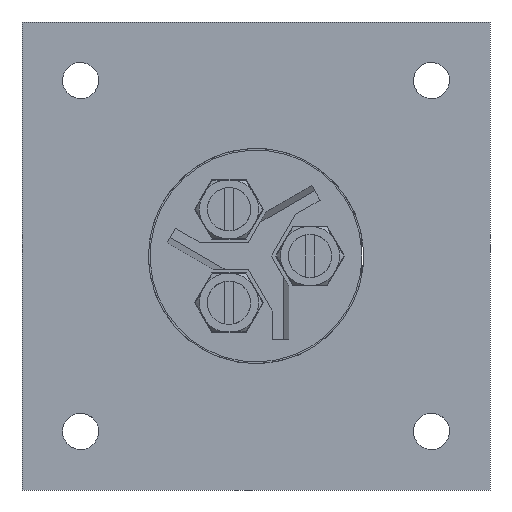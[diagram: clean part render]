
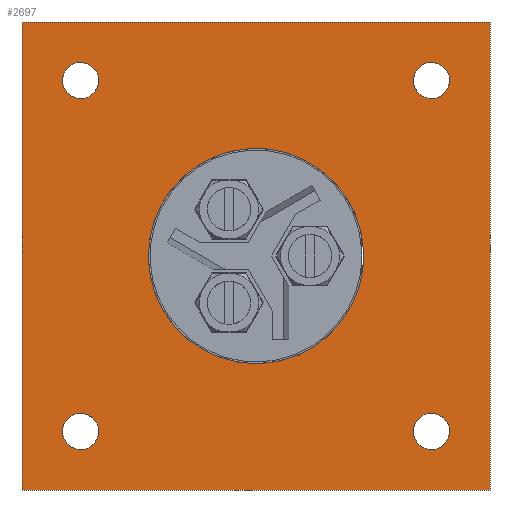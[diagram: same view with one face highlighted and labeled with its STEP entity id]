
A CAD part, front view. The second image highlights one B-rep face of the part: STEP entity #2697.
In plain terms, the highlighted planar face has unit normal (0, -1, 0).
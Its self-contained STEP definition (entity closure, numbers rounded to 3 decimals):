
#2697=ADVANCED_FACE('',(#6139,#6140,#6141,#6142,#6143,#6144),#6145,.F.);
#6139=FACE_OUTER_BOUND('',#7843,.T.);
#6140=FACE_BOUND('',#7844,.T.);
#6141=FACE_BOUND('',#7845,.T.);
#6142=FACE_BOUND('',#7846,.T.);
#6143=FACE_BOUND('',#7847,.T.);
#6144=FACE_BOUND('',#7848,.T.);
#6145=PLANE('',#7849);
#7843=EDGE_LOOP('',(#9873,#9874,#9875,#9876));
#7844=EDGE_LOOP('',(#9877,#9878,#9879));
#7845=EDGE_LOOP('',(#9880,#9881,#9882));
#7846=EDGE_LOOP('',(#9883,#9884,#9885));
#7847=EDGE_LOOP('',(#9886,#9887,#9888));
#7848=EDGE_LOOP('',(#9889,#9890,#9891));
#7849=AXIS2_PLACEMENT_3D('',#9892,#9893,#9894);
#9873=ORIENTED_EDGE('',*,*,#12941,.F.);
#9874=ORIENTED_EDGE('',*,*,#12942,.F.);
#9875=ORIENTED_EDGE('',*,*,#12943,.F.);
#9876=ORIENTED_EDGE('',*,*,#12944,.F.);
#9877=ORIENTED_EDGE('',*,*,#12940,.F.);
#9878=ORIENTED_EDGE('',*,*,#12939,.F.);
#9879=ORIENTED_EDGE('',*,*,#12837,.F.);
#9880=ORIENTED_EDGE('',*,*,#12945,.F.);
#9881=ORIENTED_EDGE('',*,*,#12946,.F.);
#9882=ORIENTED_EDGE('',*,*,#12829,.F.);
#9883=ORIENTED_EDGE('',*,*,#12947,.F.);
#9884=ORIENTED_EDGE('',*,*,#12948,.F.);
#9885=ORIENTED_EDGE('',*,*,#12821,.F.);
#9886=ORIENTED_EDGE('',*,*,#12949,.F.);
#9887=ORIENTED_EDGE('',*,*,#12950,.F.);
#9888=ORIENTED_EDGE('',*,*,#12813,.F.);
#9889=ORIENTED_EDGE('',*,*,#12951,.F.);
#9890=ORIENTED_EDGE('',*,*,#12952,.F.);
#9891=ORIENTED_EDGE('',*,*,#12805,.F.);
#9892=CARTESIAN_POINT('',(23.114,-2.4,0.));
#9893=DIRECTION('',(-0.0,1.0,0.0));
#9894=DIRECTION('',(1.0,0.0,0.0));
#12805=EDGE_CURVE('',#14736,#14732,#14738,.T.);
#12813=EDGE_CURVE('',#14752,#14748,#14754,.T.);
#12821=EDGE_CURVE('',#14768,#14764,#14770,.T.);
#12829=EDGE_CURVE('',#14784,#14780,#14786,.T.);
#12837=EDGE_CURVE('',#14800,#14796,#14802,.T.);
#12939=EDGE_CURVE('',#14796,#14957,#14958,.T.);
#12940=EDGE_CURVE('',#14957,#14800,#14959,.T.);
#12941=EDGE_CURVE('',#14960,#14961,#14962,.T.);
#12942=EDGE_CURVE('',#14963,#14960,#14964,.T.);
#12943=EDGE_CURVE('',#14965,#14963,#14966,.T.);
#12944=EDGE_CURVE('',#14961,#14965,#14967,.T.);
#12945=EDGE_CURVE('',#14968,#14784,#14969,.T.);
#12946=EDGE_CURVE('',#14780,#14968,#14970,.T.);
#12947=EDGE_CURVE('',#14971,#14768,#14972,.T.);
#12948=EDGE_CURVE('',#14764,#14971,#14973,.T.);
#12949=EDGE_CURVE('',#14974,#14752,#14975,.T.);
#12950=EDGE_CURVE('',#14748,#14974,#14976,.T.);
#12951=EDGE_CURVE('',#14977,#14736,#14978,.T.);
#12952=EDGE_CURVE('',#14732,#14977,#14979,.T.);
#14732=VERTEX_POINT('',#15746);
#14736=VERTEX_POINT('',#15751);
#14738=CIRCLE('',#15754,1.715);
#14748=VERTEX_POINT('',#15766);
#14752=VERTEX_POINT('',#15771);
#14754=CIRCLE('',#15774,1.715);
#14764=VERTEX_POINT('',#15786);
#14768=VERTEX_POINT('',#15791);
#14770=CIRCLE('',#15794,1.715);
#14780=VERTEX_POINT('',#15806);
#14784=VERTEX_POINT('',#15811);
#14786=CIRCLE('',#15814,1.715);
#14796=VERTEX_POINT('',#15826);
#14800=VERTEX_POINT('',#15831);
#14802=CIRCLE('',#15834,10.225);
#14957=VERTEX_POINT('',#16050);
#14958=CIRCLE('',#16051,10.225);
#14959=CIRCLE('',#16052,10.225);
#14960=VERTEX_POINT('',#16053);
#14961=VERTEX_POINT('',#16054);
#14962=LINE('',#16055,#16056);
#14963=VERTEX_POINT('',#16057);
#14964=LINE('',#16058,#16059);
#14965=VERTEX_POINT('',#16060);
#14966=LINE('',#16061,#16062);
#14967=LINE('',#16063,#16064);
#14968=VERTEX_POINT('',#16065);
#14969=CIRCLE('',#16066,1.715);
#14970=CIRCLE('',#16067,1.715);
#14971=VERTEX_POINT('',#16068);
#14972=CIRCLE('',#16069,1.715);
#14973=CIRCLE('',#16070,1.715);
#14974=VERTEX_POINT('',#16071);
#14975=CIRCLE('',#16072,1.715);
#14976=CIRCLE('',#16073,1.715);
#14977=VERTEX_POINT('',#16074);
#14978=CIRCLE('',#16075,1.715);
#14979=CIRCLE('',#16076,1.715);
#15746=CARTESIAN_POINT('',(16.557,-2.4,-14.953));
#15751=CARTESIAN_POINT('',(16.773,-2.4,-18.377));
#15754=AXIS2_PLACEMENT_3D('',#16254,#16255,#16256);
#15766=CARTESIAN_POINT('',(16.557,-2.4,18.377));
#15771=CARTESIAN_POINT('',(16.773,-2.4,14.953));
#15774=AXIS2_PLACEMENT_3D('',#16270,#16271,#16272);
#15786=CARTESIAN_POINT('',(-16.773,-2.4,18.377));
#15791=CARTESIAN_POINT('',(-16.557,-2.4,14.953));
#15794=AXIS2_PLACEMENT_3D('',#16286,#16287,#16288);
#15806=CARTESIAN_POINT('',(-16.773,-2.4,-14.953));
#15811=CARTESIAN_POINT('',(-16.557,-2.4,-18.377));
#15814=AXIS2_PLACEMENT_3D('',#16302,#16303,#16304);
#15826=CARTESIAN_POINT('',(-0.642,-2.4,10.205));
#15831=CARTESIAN_POINT('',(0.642,-2.4,-10.205));
#15834=AXIS2_PLACEMENT_3D('',#16318,#16319,#16320);
#16050=CARTESIAN_POINT('',(0.0,-2.4,-10.225));
#16051=AXIS2_PLACEMENT_3D('',#16502,#16503,#16504);
#16052=AXIS2_PLACEMENT_3D('',#16505,#16506,#16507);
#16053=CARTESIAN_POINT('',(-22.225,-2.4,22.225));
#16054=CARTESIAN_POINT('',(22.225,-2.4,22.225));
#16055=CARTESIAN_POINT('',(-22.225,-2.4,22.225));
#16056=VECTOR('',#16508,44.45);
#16057=CARTESIAN_POINT('',(-22.225,-2.4,-22.225));
#16058=CARTESIAN_POINT('',(-22.225,-2.4,-22.225));
#16059=VECTOR('',#16509,44.45);
#16060=CARTESIAN_POINT('',(22.225,-2.4,-22.225));
#16061=CARTESIAN_POINT('',(22.225,-2.4,-22.225));
#16062=VECTOR('',#16510,44.45);
#16063=CARTESIAN_POINT('',(22.225,-2.4,22.225));
#16064=VECTOR('',#16511,44.45);
#16065=CARTESIAN_POINT('',(-16.665,-2.4,-18.38));
#16066=AXIS2_PLACEMENT_3D('',#16512,#16513,#16514);
#16067=AXIS2_PLACEMENT_3D('',#16515,#16516,#16517);
#16068=CARTESIAN_POINT('',(-16.665,-2.4,14.95));
#16069=AXIS2_PLACEMENT_3D('',#16518,#16519,#16520);
#16070=AXIS2_PLACEMENT_3D('',#16521,#16522,#16523);
#16071=CARTESIAN_POINT('',(16.665,-2.4,14.95));
#16072=AXIS2_PLACEMENT_3D('',#16524,#16525,#16526);
#16073=AXIS2_PLACEMENT_3D('',#16527,#16528,#16529);
#16074=CARTESIAN_POINT('',(16.665,-2.4,-18.38));
#16075=AXIS2_PLACEMENT_3D('',#16530,#16531,#16532);
#16076=AXIS2_PLACEMENT_3D('',#16533,#16534,#16535);
#16254=CARTESIAN_POINT('',(16.665,-2.4,-16.665));
#16255=DIRECTION('',(0.0,-1.0,0.0));
#16256=DIRECTION('',(0.0,0.0,-1.0));
#16270=CARTESIAN_POINT('',(16.665,-2.4,16.665));
#16271=DIRECTION('',(0.0,-1.0,0.0));
#16272=DIRECTION('',(0.0,0.0,-1.0));
#16286=CARTESIAN_POINT('',(-16.665,-2.4,16.665));
#16287=DIRECTION('',(0.0,-1.0,0.0));
#16288=DIRECTION('',(0.0,0.0,-1.0));
#16302=CARTESIAN_POINT('',(-16.665,-2.4,-16.665));
#16303=DIRECTION('',(0.0,-1.0,0.0));
#16304=DIRECTION('',(0.0,0.0,-1.0));
#16318=CARTESIAN_POINT('',(0.0,-2.4,0.0));
#16319=DIRECTION('',(0.0,-1.0,0.0));
#16320=DIRECTION('',(0.0,0.0,-1.0));
#16502=CARTESIAN_POINT('',(0.0,-2.4,0.0));
#16503=DIRECTION('',(0.0,-1.0,0.0));
#16504=DIRECTION('',(0.0,0.0,-1.0));
#16505=CARTESIAN_POINT('',(0.0,-2.4,0.0));
#16506=DIRECTION('',(0.0,-1.0,0.0));
#16507=DIRECTION('',(0.0,0.0,-1.0));
#16508=DIRECTION('',(1.0,0.0,0.0));
#16509=DIRECTION('',(0.0,0.0,1.0));
#16510=DIRECTION('',(-1.0,0.0,0.0));
#16511=DIRECTION('',(0.0,0.0,-1.0));
#16512=CARTESIAN_POINT('',(-16.665,-2.4,-16.665));
#16513=DIRECTION('',(0.0,-1.0,0.0));
#16514=DIRECTION('',(0.0,0.0,-1.0));
#16515=CARTESIAN_POINT('',(-16.665,-2.4,-16.665));
#16516=DIRECTION('',(0.0,-1.0,0.0));
#16517=DIRECTION('',(0.0,0.0,-1.0));
#16518=CARTESIAN_POINT('',(-16.665,-2.4,16.665));
#16519=DIRECTION('',(0.0,-1.0,0.0));
#16520=DIRECTION('',(0.0,0.0,-1.0));
#16521=CARTESIAN_POINT('',(-16.665,-2.4,16.665));
#16522=DIRECTION('',(0.0,-1.0,0.0));
#16523=DIRECTION('',(0.0,0.0,-1.0));
#16524=CARTESIAN_POINT('',(16.665,-2.4,16.665));
#16525=DIRECTION('',(0.0,-1.0,0.0));
#16526=DIRECTION('',(0.0,0.0,-1.0));
#16527=CARTESIAN_POINT('',(16.665,-2.4,16.665));
#16528=DIRECTION('',(0.0,-1.0,0.0));
#16529=DIRECTION('',(0.0,0.0,-1.0));
#16530=CARTESIAN_POINT('',(16.665,-2.4,-16.665));
#16531=DIRECTION('',(0.0,-1.0,0.0));
#16532=DIRECTION('',(0.0,0.0,-1.0));
#16533=CARTESIAN_POINT('',(16.665,-2.4,-16.665));
#16534=DIRECTION('',(0.0,-1.0,0.0));
#16535=DIRECTION('',(0.0,0.0,-1.0));
